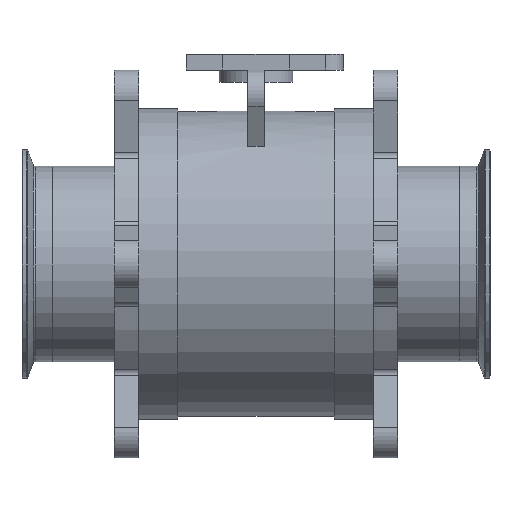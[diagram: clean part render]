
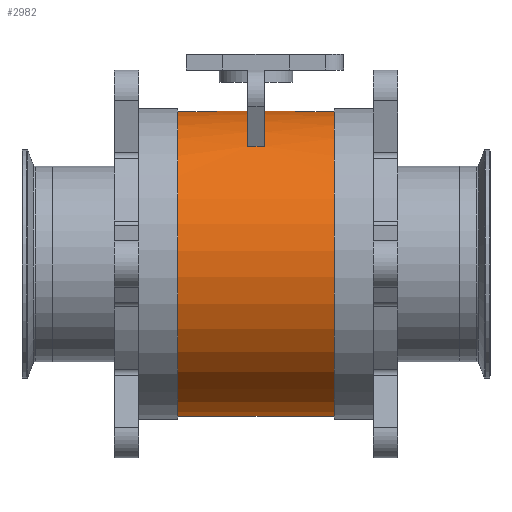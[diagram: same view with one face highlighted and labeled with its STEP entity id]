
A CAD part, front view. The second image highlights one B-rep face of the part: STEP entity #2982.
In plain terms, the highlighted cylindrical face has radius 79.375 mm (diameter 158.75 mm), a full revolution.
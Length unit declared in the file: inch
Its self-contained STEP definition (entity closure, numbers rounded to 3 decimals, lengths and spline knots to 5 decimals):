
#87=CYLINDRICAL_SURFACE('',#3268,3.125);
#173=FACE_BOUND('',#418,.T.);
#245=FACE_OUTER_BOUND('',#417,.T.);
#417=EDGE_LOOP('',(#2192,#2193,#2194,#2195,#2196,#2197));
#418=EDGE_LOOP('',(#2198,#2199,#2200,#2201));
#589=CIRCLE('',#3247,3.125);
#597=CIRCLE('',#3262,3.125);
#600=CIRCLE('',#3266,3.125);
#601=CIRCLE('',#3267,3.125);
#602=CIRCLE('',#3269,3.125);
#603=CIRCLE('',#3270,3.125);
#869=LINE('',#4794,#1090);
#870=LINE('',#4797,#1091);
#872=LINE('',#4815,#1093);
#1090=VECTOR('',#3785,0.3937);
#1091=VECTOR('',#3788,0.3937);
#1093=VECTOR('',#3810,3.125);
#1294=VERTEX_POINT('',#4764);
#1295=VERTEX_POINT('',#4766);
#1303=VERTEX_POINT('',#4792);
#1304=VERTEX_POINT('',#4796);
#1307=VERTEX_POINT('',#4806);
#1308=VERTEX_POINT('',#4807);
#1309=VERTEX_POINT('',#4811);
#1310=VERTEX_POINT('',#4812);
#1627=EDGE_CURVE('',#1295,#1294,#589,.T.);
#1641=EDGE_CURVE('',#1294,#1303,#869,.T.);
#1642=EDGE_CURVE('',#1304,#1295,#870,.T.);
#1644=EDGE_CURVE('',#1303,#1304,#597,.T.);
#1647=EDGE_CURVE('',#1307,#1308,#600,.T.);
#1648=EDGE_CURVE('',#1308,#1307,#601,.T.);
#1649=EDGE_CURVE('',#1309,#1310,#602,.T.);
#1650=EDGE_CURVE('',#1310,#1309,#603,.T.);
#1651=EDGE_CURVE('',#1310,#1308,#872,.T.);
#2192=ORIENTED_EDGE('',*,*,#1649,.F.);
#2193=ORIENTED_EDGE('',*,*,#1650,.F.);
#2194=ORIENTED_EDGE('',*,*,#1651,.T.);
#2195=ORIENTED_EDGE('',*,*,#1648,.T.);
#2196=ORIENTED_EDGE('',*,*,#1647,.T.);
#2197=ORIENTED_EDGE('',*,*,#1651,.F.);
#2198=ORIENTED_EDGE('',*,*,#1627,.T.);
#2199=ORIENTED_EDGE('',*,*,#1641,.T.);
#2200=ORIENTED_EDGE('',*,*,#1644,.T.);
#2201=ORIENTED_EDGE('',*,*,#1642,.T.);
#2982=ADVANCED_FACE('',(#245,#173),#87,.T.);
#3247=AXIS2_PLACEMENT_3D('',#4767,#3753,#3754);
#3262=AXIS2_PLACEMENT_3D('',#4800,#3792,#3793);
#3266=AXIS2_PLACEMENT_3D('',#4808,#3800,#3801);
#3267=AXIS2_PLACEMENT_3D('',#4809,#3802,#3803);
#3268=AXIS2_PLACEMENT_3D('',#4810,#3804,#3805);
#3269=AXIS2_PLACEMENT_3D('',#4813,#3806,#3807);
#3270=AXIS2_PLACEMENT_3D('',#4814,#3808,#3809);
#3753=DIRECTION('center_axis',(-1.,0.,0.));
#3754=DIRECTION('ref_axis',(0.,1.,0.));
#3785=DIRECTION('',(1.,0.,0.));
#3788=DIRECTION('',(-1.,0.,0.));
#3792=DIRECTION('center_axis',(1.,0.,0.));
#3793=DIRECTION('ref_axis',(0.,1.,0.));
#3800=DIRECTION('center_axis',(1.,0.,0.));
#3801=DIRECTION('ref_axis',(0.,1.,0.));
#3802=DIRECTION('center_axis',(1.,0.,0.));
#3803=DIRECTION('ref_axis',(0.,1.,0.));
#3804=DIRECTION('center_axis',(1.,0.,0.));
#3805=DIRECTION('ref_axis',(0.,1.,0.));
#3806=DIRECTION('center_axis',(1.,0.,0.));
#3807=DIRECTION('ref_axis',(0.,1.,0.));
#3808=DIRECTION('center_axis',(1.,0.,0.));
#3809=DIRECTION('ref_axis',(0.,1.,0.));
#3810=DIRECTION('',(-1.,0.,0.));
#4764=CARTESIAN_POINT('',(2.23,0.07723,-3.12405));
#4766=CARTESIAN_POINT('',(2.23,3.11151,-0.29009));
#4767=CARTESIAN_POINT('Origin',(2.23,0.,0.));
#4792=CARTESIAN_POINT('',(2.57,0.07723,-3.12405));
#4794=CARTESIAN_POINT('',(2.4,0.07723,-3.12405));
#4796=CARTESIAN_POINT('',(2.57,3.11151,-0.29009));
#4797=CARTESIAN_POINT('',(2.4,3.11151,-0.29009));
#4800=CARTESIAN_POINT('Origin',(2.57,0.,0.));
#4806=CARTESIAN_POINT('',(0.8,3.125,0.));
#4807=CARTESIAN_POINT('',(0.8,-3.125,0.));
#4808=CARTESIAN_POINT('Origin',(0.8,0.,0.));
#4809=CARTESIAN_POINT('Origin',(0.8,0.,0.));
#4810=CARTESIAN_POINT('Origin',(2.4,0.,0.));
#4811=CARTESIAN_POINT('',(4.,3.125,0.));
#4812=CARTESIAN_POINT('',(4.,-3.125,0.));
#4813=CARTESIAN_POINT('Origin',(4.,0.,0.));
#4814=CARTESIAN_POINT('Origin',(4.,0.,0.));
#4815=CARTESIAN_POINT('',(2.4,-3.125,0.));
